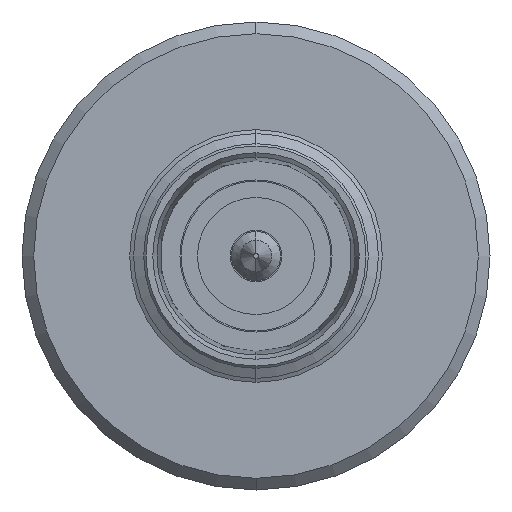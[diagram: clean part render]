
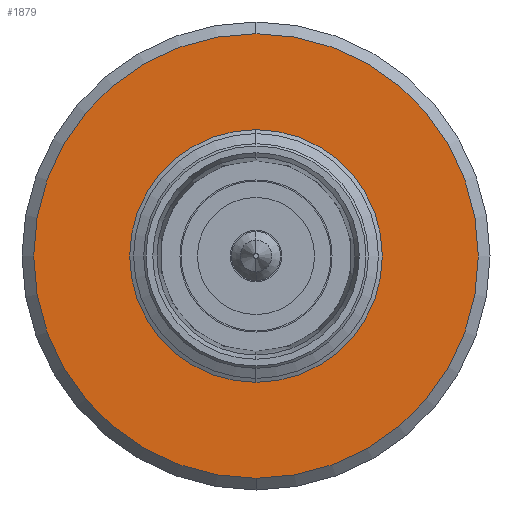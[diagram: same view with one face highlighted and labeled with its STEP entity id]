
A CAD part, left-side view. The second image highlights one B-rep face of the part: STEP entity #1879.
In plain terms, the highlighted planar face has unit normal (-1, 0, 0).
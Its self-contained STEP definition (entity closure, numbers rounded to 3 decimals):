
#40 = CARTESIAN_POINT ( 'NONE',  ( -5.657, 0., 0. ) ) ;
#69 = EDGE_LOOP ( 'NONE', ( #1385, #494 ) ) ;
#110 = DIRECTION ( 'NONE',  ( 0., 0., -1. ) ) ;
#151 = DIRECTION ( 'NONE',  ( 1., 0., 0. ) ) ;
#462 = CARTESIAN_POINT ( 'NONE',  ( -5.657, 0., -4.8 ) ) ;
#494 = ORIENTED_EDGE ( 'NONE', *, *, #2322, .T. ) ;
#732 = CARTESIAN_POINT ( 'NONE',  ( -5.657, 0., 0. ) ) ;
#760 = DIRECTION ( 'NONE',  ( 1., 0., 0. ) ) ;
#791 = DIRECTION ( 'NONE',  ( 0., 0., -1. ) ) ;
#1073 = VERTEX_POINT ( 'NONE', #4345 ) ;
#1094 = CIRCLE ( 'NONE', #3361, 9.5 ) ;
#1101 = FACE_BOUND ( 'NONE', #69, .T. ) ;
#1130 = VERTEX_POINT ( 'NONE', #3040 ) ;
#1252 = EDGE_CURVE ( 'NONE', #2889, #1073, #3842, .T. ) ;
#1276 = EDGE_CURVE ( 'NONE', #2496, #1130, #3657, .T. ) ;
#1315 = DIRECTION ( 'NONE',  ( 1., 0., 0. ) ) ;
#1385 = ORIENTED_EDGE ( 'NONE', *, *, #1276, .T. ) ;
#1476 = FACE_OUTER_BOUND ( 'NONE', #2433, .T. ) ;
#1631 = AXIS2_PLACEMENT_3D ( 'NONE', #40, #1315, #110 ) ;
#1668 = CARTESIAN_POINT ( 'NONE',  ( -5.657, 4.8, 0. ) ) ;
#1879 = ADVANCED_FACE ( 'NONE', ( #1101, #1476 ), #3659, .T. ) ;
#2008 = CIRCLE ( 'NONE', #3529, 4.8 ) ;
#2115 = ORIENTED_EDGE ( 'NONE', *, *, #1252, .F. ) ;
#2122 = CARTESIAN_POINT ( 'NONE',  ( -5.657, 0., 0. ) ) ;
#2214 = DIRECTION ( 'NONE',  ( -1., 0., 0. ) ) ;
#2322 = EDGE_CURVE ( 'NONE', #1130, #2496, #2008, .T. ) ;
#2433 = EDGE_LOOP ( 'NONE', ( #3176, #2115 ) ) ;
#2496 = VERTEX_POINT ( 'NONE', #462 ) ;
#2604 = DIRECTION ( 'NONE',  ( 0., 0., 1. ) ) ;
#2791 = AXIS2_PLACEMENT_3D ( 'NONE', #3000, #4004, #3195 ) ;
#2831 = EDGE_CURVE ( 'NONE', #1073, #2889, #1094, .T. ) ;
#2889 = VERTEX_POINT ( 'NONE', #2968 ) ;
#2968 = CARTESIAN_POINT ( 'NONE',  ( -5.657, 0., 9.5 ) ) ;
#3000 = CARTESIAN_POINT ( 'NONE',  ( -5.657, 0., 0. ) ) ;
#3040 = CARTESIAN_POINT ( 'NONE',  ( -5.657, 0., 4.8 ) ) ;
#3176 = ORIENTED_EDGE ( 'NONE', *, *, #2831, .F. ) ;
#3195 = DIRECTION ( 'NONE',  ( 0., 0., -1. ) ) ;
#3361 = AXIS2_PLACEMENT_3D ( 'NONE', #732, #760, #791 ) ;
#3474 = AXIS2_PLACEMENT_3D ( 'NONE', #1668, #2214, #2604 ) ;
#3529 = AXIS2_PLACEMENT_3D ( 'NONE', #2122, #151, #4215 ) ;
#3657 = CIRCLE ( 'NONE', #2791, 4.8 ) ;
#3659 = PLANE ( 'NONE',  #3474 ) ;
#3842 = CIRCLE ( 'NONE', #1631, 9.5 ) ;
#4004 = DIRECTION ( 'NONE',  ( 1., 0., 0. ) ) ;
#4215 = DIRECTION ( 'NONE',  ( 0., 0., -1. ) ) ;
#4345 = CARTESIAN_POINT ( 'NONE',  ( -5.657, 0., -9.5 ) ) ;
